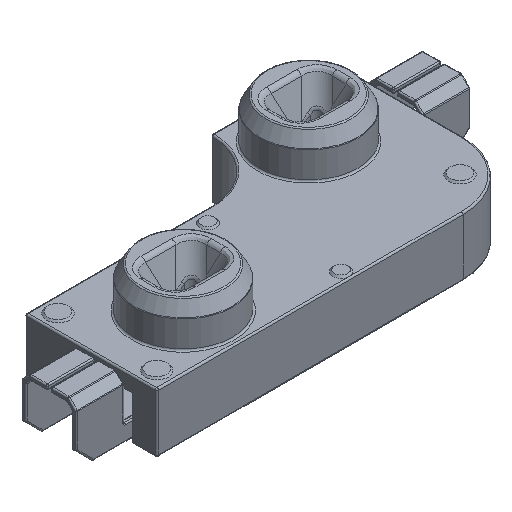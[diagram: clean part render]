
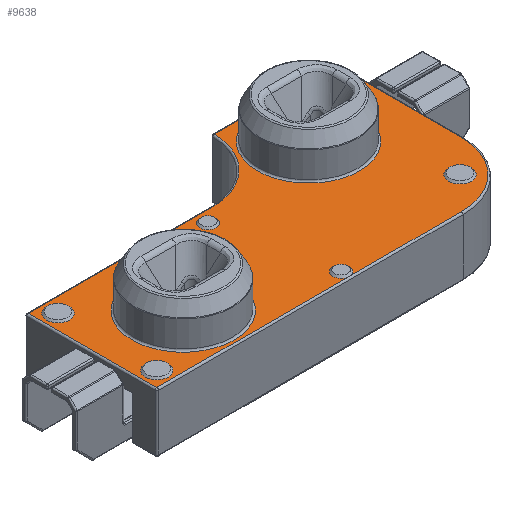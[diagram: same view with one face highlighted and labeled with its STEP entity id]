
A CAD part, isometric view. The second image highlights one B-rep face of the part: STEP entity #9638.
In plain terms, the highlighted planar face has unit normal (0, 0, 1).
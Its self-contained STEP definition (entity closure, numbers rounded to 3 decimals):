
#21=FACE_BOUND('',#3429,.T.);
#22=FACE_BOUND('',#3430,.T.);
#23=FACE_BOUND('',#3431,.T.);
#24=FACE_BOUND('',#3432,.T.);
#25=FACE_BOUND('',#3433,.T.);
#26=FACE_BOUND('',#3434,.T.);
#27=FACE_BOUND('',#3435,.T.);
#165=PLANE('',#10545);
#777=LINE('',#15350,#1495);
#781=LINE('',#15367,#1499);
#782=LINE('',#15368,#1500);
#784=LINE('',#15377,#1502);
#786=LINE('',#15380,#1504);
#788=LINE('',#15389,#1506);
#1495=VECTOR('',#12332,10.);
#1499=VECTOR('',#12350,10.);
#1500=VECTOR('',#12351,10.);
#1502=VECTOR('',#12363,10.);
#1504=VECTOR('',#12367,10.);
#1506=VECTOR('',#12379,10.);
#2807=FACE_OUTER_BOUND('',#3428,.T.);
#3428=EDGE_LOOP('',(#7563,#7564,#7565,#7566,#7567,#7568,#7569,#7570,#7571));
#3429=EDGE_LOOP('',(#7572));
#3430=EDGE_LOOP('',(#7573));
#3431=EDGE_LOOP('',(#7574));
#3432=EDGE_LOOP('',(#7575));
#3433=EDGE_LOOP('',(#7576));
#3434=EDGE_LOOP('',(#7577));
#3435=EDGE_LOOP('',(#7578));
#4063=CIRCLE('',#10500,1.95);
#4066=CIRCLE('',#10506,1.94);
#4077=CIRCLE('',#10546,0.25);
#4078=CIRCLE('',#10547,1.55);
#4079=CIRCLE('',#10548,0.35);
#4080=CIRCLE('',#10549,0.25);
#4081=CIRCLE('',#10550,0.35);
#4082=CIRCLE('',#10551,0.35);
#4083=CIRCLE('',#10552,0.35);
#4084=CIRCLE('',#10553,1.55);
#4616=VERTEX_POINT('',#15302);
#4627=VERTEX_POINT('',#15336);
#4629=VERTEX_POINT('',#15341);
#4632=VERTEX_POINT('',#15354);
#4635=VERTEX_POINT('',#15364);
#4636=VERTEX_POINT('',#15366);
#4638=VERTEX_POINT('',#15372);
#4640=VERTEX_POINT('',#15384);
#4657=VERTEX_POINT('',#15492);
#4658=VERTEX_POINT('',#15494);
#4659=VERTEX_POINT('',#15496);
#4660=VERTEX_POINT('',#15498);
#4661=VERTEX_POINT('',#15500);
#4662=VERTEX_POINT('',#15502);
#4663=VERTEX_POINT('',#15504);
#5629=EDGE_CURVE('',#4616,#4629,#777,.T.);
#5637=EDGE_CURVE('',#4635,#4636,#781,.T.);
#5638=EDGE_CURVE('',#4636,#4632,#782,.T.);
#5641=EDGE_CURVE('',#4638,#4635,#4063,.T.);
#5643=EDGE_CURVE('',#4629,#4638,#784,.T.);
#5645=EDGE_CURVE('',#4632,#4627,#786,.T.);
#5648=EDGE_CURVE('',#4640,#4616,#4066,.T.);
#5650=EDGE_CURVE('',#4627,#4640,#788,.T.);
#5709=EDGE_CURVE('',#4636,#4636,#4077,.T.);
#5710=EDGE_CURVE('',#4657,#4657,#4078,.T.);
#5711=EDGE_CURVE('',#4658,#4658,#4079,.T.);
#5712=EDGE_CURVE('',#4659,#4659,#4080,.T.);
#5713=EDGE_CURVE('',#4660,#4660,#4081,.T.);
#5714=EDGE_CURVE('',#4661,#4661,#4082,.T.);
#5715=EDGE_CURVE('',#4662,#4662,#4083,.T.);
#5716=EDGE_CURVE('',#4663,#4663,#4084,.T.);
#7563=ORIENTED_EDGE('',*,*,#5709,.T.);
#7564=ORIENTED_EDGE('',*,*,#5637,.F.);
#7565=ORIENTED_EDGE('',*,*,#5641,.F.);
#7566=ORIENTED_EDGE('',*,*,#5643,.F.);
#7567=ORIENTED_EDGE('',*,*,#5629,.F.);
#7568=ORIENTED_EDGE('',*,*,#5648,.F.);
#7569=ORIENTED_EDGE('',*,*,#5650,.F.);
#7570=ORIENTED_EDGE('',*,*,#5645,.F.);
#7571=ORIENTED_EDGE('',*,*,#5638,.F.);
#7572=ORIENTED_EDGE('',*,*,#5710,.F.);
#7573=ORIENTED_EDGE('',*,*,#5711,.T.);
#7574=ORIENTED_EDGE('',*,*,#5712,.T.);
#7575=ORIENTED_EDGE('',*,*,#5713,.T.);
#7576=ORIENTED_EDGE('',*,*,#5714,.T.);
#7577=ORIENTED_EDGE('',*,*,#5715,.T.);
#7578=ORIENTED_EDGE('',*,*,#5716,.F.);
#9638=ADVANCED_FACE('',(#2807,#21,#22,#23,#24,#25,#26,#27),#165,.T.);
#10500=AXIS2_PLACEMENT_3D('',#15374,#12357,#12358);
#10506=AXIS2_PLACEMENT_3D('',#15386,#12373,#12374);
#10545=AXIS2_PLACEMENT_3D('',#15490,#12500,#12501);
#10546=AXIS2_PLACEMENT_3D('',#15491,#12502,#12503);
#10547=AXIS2_PLACEMENT_3D('',#15493,#12504,#12505);
#10548=AXIS2_PLACEMENT_3D('',#15495,#12506,#12507);
#10549=AXIS2_PLACEMENT_3D('',#15497,#12508,#12509);
#10550=AXIS2_PLACEMENT_3D('',#15499,#12510,#12511);
#10551=AXIS2_PLACEMENT_3D('',#15501,#12512,#12513);
#10552=AXIS2_PLACEMENT_3D('',#15503,#12514,#12515);
#10553=AXIS2_PLACEMENT_3D('',#15505,#12516,#12517);
#12332=DIRECTION('',(1.,0.,0.));
#12350=DIRECTION('',(-1.,0.,0.));
#12351=DIRECTION('',(-1.,0.,0.));
#12357=DIRECTION('center_axis',(0.,0.,-1.));
#12358=DIRECTION('ref_axis',(0.707,-0.707,0.));
#12363=DIRECTION('',(0.,-1.,0.));
#12367=DIRECTION('',(0.,1.,0.));
#12373=DIRECTION('center_axis',(0.,0.,1.));
#12374=DIRECTION('ref_axis',(0.707,-0.707,0.));
#12379=DIRECTION('',(1.,0.,0.));
#12500=DIRECTION('center_axis',(0.,0.,1.));
#12501=DIRECTION('ref_axis',(1.,0.,0.));
#12502=DIRECTION('center_axis',(0.,0.,-1.));
#12503=DIRECTION('ref_axis',(-1.,0.,0.));
#12504=DIRECTION('center_axis',(0.,0.,1.));
#12505=DIRECTION('ref_axis',(-1.,0.,0.));
#12506=DIRECTION('center_axis',(0.,0.,-1.));
#12507=DIRECTION('ref_axis',(-1.,0.,0.));
#12508=DIRECTION('center_axis',(0.,0.,-1.));
#12509=DIRECTION('ref_axis',(-1.,0.,0.));
#12510=DIRECTION('center_axis',(0.,0.,-1.));
#12511=DIRECTION('ref_axis',(-1.,0.,0.));
#12512=DIRECTION('center_axis',(0.,0.,-1.));
#12513=DIRECTION('ref_axis',(-1.,0.,0.));
#12514=DIRECTION('center_axis',(0.,0.,-1.));
#12515=DIRECTION('ref_axis',(-1.,0.,0.));
#12516=DIRECTION('center_axis',(0.,0.,1.));
#12517=DIRECTION('ref_axis',(-1.,0.,0.));
#15302=CARTESIAN_POINT('',(1.939,2.895,1.8));
#15336=CARTESIAN_POINT('',(-5.6,1.005,1.8));
#15341=CARTESIAN_POINT('',(5.6,2.895,1.8));
#15350=CARTESIAN_POINT('',(2.825,2.895,1.8));
#15354=CARTESIAN_POINT('',(-5.6,-2.895,1.8));
#15364=CARTESIAN_POINT('',(3.65,-2.895,1.8));
#15366=CARTESIAN_POINT('',(0.25,-2.895,1.8));
#15367=CARTESIAN_POINT('',(-2.825,-2.895,1.8));
#15368=CARTESIAN_POINT('',(-2.825,-2.895,1.8));
#15372=CARTESIAN_POINT('',(5.6,-0.945,1.8));
#15374=CARTESIAN_POINT('Origin',(3.65,-0.945,1.8));
#15377=CARTESIAN_POINT('',(5.6,-1.473,1.8));
#15380=CARTESIAN_POINT('',(-5.6,1.473,1.8));
#15384=CARTESIAN_POINT('',(0.,1.005,1.8));
#15386=CARTESIAN_POINT('Origin',(0.,2.945,1.8));
#15389=CARTESIAN_POINT('',(-2.825,1.005,1.8));
#15490=CARTESIAN_POINT('Origin',(0.,0.,1.8));
#15491=CARTESIAN_POINT('Origin',(0.25,-2.645,1.8));
#15492=CARTESIAN_POINT('',(-1.625,-1.27,1.8));
#15493=CARTESIAN_POINT('Origin',(-3.175,-1.27,1.8));
#15494=CARTESIAN_POINT('',(-4.8,0.555,1.8));
#15495=CARTESIAN_POINT('Origin',(-5.15,0.555,1.8));
#15496=CARTESIAN_POINT('',(-0.25,0.655,1.8));
#15497=CARTESIAN_POINT('Origin',(-0.5,0.655,1.8));
#15498=CARTESIAN_POINT('',(4.955,-1.9,1.8));
#15499=CARTESIAN_POINT('Origin',(4.605,-1.9,1.8));
#15500=CARTESIAN_POINT('',(-4.8,-2.445,1.8));
#15501=CARTESIAN_POINT('Origin',(-5.15,-2.445,1.8));
#15502=CARTESIAN_POINT('',(5.5,2.445,1.8));
#15503=CARTESIAN_POINT('Origin',(5.15,2.445,1.8));
#15504=CARTESIAN_POINT('',(4.725,1.27,1.8));
#15505=CARTESIAN_POINT('Origin',(3.175,1.27,1.8));
